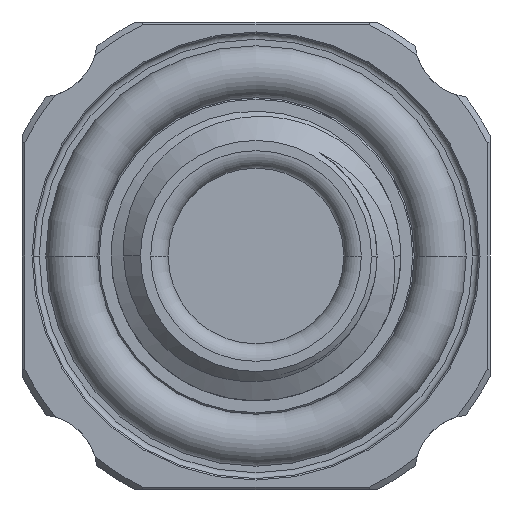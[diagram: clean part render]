
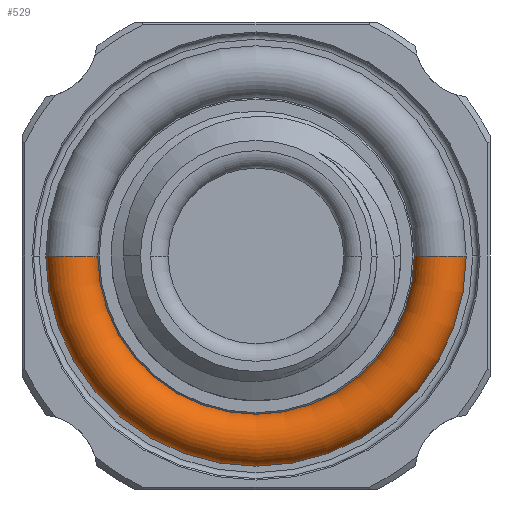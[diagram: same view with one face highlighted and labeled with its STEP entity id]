
A CAD part, front view. The second image highlights one B-rep face of the part: STEP entity #529.
In plain terms, the highlighted toroidal (fillet/blend) face has major radius 6.299 mm and minor radius 0.889 mm.
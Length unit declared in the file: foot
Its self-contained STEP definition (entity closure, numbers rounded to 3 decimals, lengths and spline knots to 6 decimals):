
#529 = ADVANCED_FACE ( 'NONE', ( #1222 ), #3717, .T. ) ;
#748 = AXIS2_PLACEMENT_3D ( 'NONE', #5249, #3968, #2450 ) ;
#1222 = FACE_OUTER_BOUND ( 'NONE', #4420, .T. ) ;
#1379 = AXIS2_PLACEMENT_3D ( 'NONE', #4141, #2839, #6841 ) ;
#1471 = DIRECTION ( 'NONE',  ( 0., 0., -1. ) ) ;
#1726 = EDGE_CURVE ( 'NONE', #3318, #7629, #5924, .T. ) ;
#2450 = DIRECTION ( 'NONE',  ( 1., 0., 0. ) ) ;
#2595 = CARTESIAN_POINT ( 'NONE',  ( -0.01775, 0.066801, 0. ) ) ;
#2839 = DIRECTION ( 'NONE',  ( 0., -1., 0. ) ) ;
#2893 = EDGE_CURVE ( 'NONE', #3069, #3435, #8071, .T. ) ;
#2918 = DIRECTION ( 'NONE',  ( 0., 0., 1. ) ) ;
#2963 = AXIS2_PLACEMENT_3D ( 'NONE', #7594, #6158, #1471 ) ;
#3011 = ORIENTED_EDGE ( 'NONE', *, *, #2893, .F. ) ;
#3069 = VERTEX_POINT ( 'NONE', #2595 ) ;
#3079 = AXIS2_PLACEMENT_3D ( 'NONE', #5225, #7972, #8016 ) ;
#3220 = CARTESIAN_POINT ( 'NONE',  ( 0.01775, 0.066801, 0. ) ) ;
#3318 = VERTEX_POINT ( 'NONE', #7411 ) ;
#3435 = VERTEX_POINT ( 'NONE', #3220 ) ;
#3717 = TOROIDAL_SURFACE ( 'NONE', #748, 0.020667, 0.002917 ) ;
#3968 = DIRECTION ( 'NONE',  ( 0., -1., 0. ) ) ;
#4141 = CARTESIAN_POINT ( 'NONE',  ( 0., 0.066801, 0. ) ) ;
#4420 = EDGE_LOOP ( 'NONE', ( #8586, #7043, #7199, #3011 ) ) ;
#4659 = AXIS2_PLACEMENT_3D ( 'NONE', #7140, #2918, #8344 ) ;
#5219 = CIRCLE ( 'NONE', #3079, 0.002917 ) ;
#5225 = CARTESIAN_POINT ( 'NONE',  ( 0.020667, 0.066801, 0. ) ) ;
#5249 = CARTESIAN_POINT ( 'NONE',  ( 0., 0.066801, 0. ) ) ;
#5922 = CIRCLE ( 'NONE', #4659, 0.002917 ) ;
#5924 = CIRCLE ( 'NONE', #2963, 0.023583 ) ;
#5965 = EDGE_CURVE ( 'NONE', #7629, #3435, #5219, .T. ) ;
#6158 = DIRECTION ( 'NONE',  ( 0., -1., 0. ) ) ;
#6841 = DIRECTION ( 'NONE',  ( 0., 0., -1. ) ) ;
#7043 = ORIENTED_EDGE ( 'NONE', *, *, #1726, .T. ) ;
#7140 = CARTESIAN_POINT ( 'NONE',  ( -0.020667, 0.066801, 0. ) ) ;
#7199 = ORIENTED_EDGE ( 'NONE', *, *, #5965, .T. ) ;
#7411 = CARTESIAN_POINT ( 'NONE',  ( -0.023583, 0.066801, 0. ) ) ;
#7465 = CARTESIAN_POINT ( 'NONE',  ( 0.023583, 0.066801, 0. ) ) ;
#7594 = CARTESIAN_POINT ( 'NONE',  ( 0., 0.066801, 0. ) ) ;
#7629 = VERTEX_POINT ( 'NONE', #7465 ) ;
#7972 = DIRECTION ( 'NONE',  ( 0., 0., -1. ) ) ;
#8016 = DIRECTION ( 'NONE',  ( 0., 1., 0. ) ) ;
#8071 = CIRCLE ( 'NONE', #1379, 0.01775 ) ;
#8344 = DIRECTION ( 'NONE',  ( 1., 0., 0. ) ) ;
#8547 = EDGE_CURVE ( 'NONE', #3318, #3069, #5922, .T. ) ;
#8586 = ORIENTED_EDGE ( 'NONE', *, *, #8547, .F. ) ;
